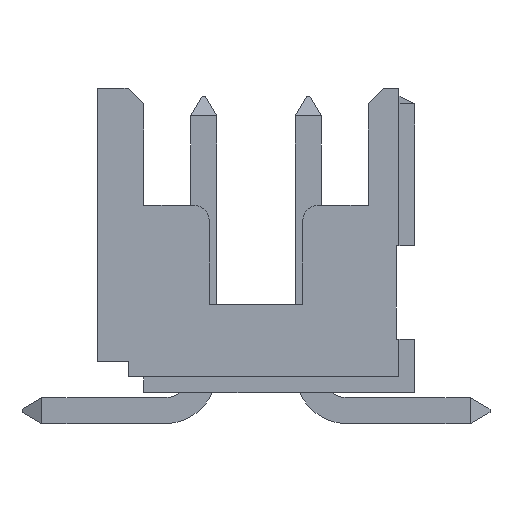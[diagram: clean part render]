
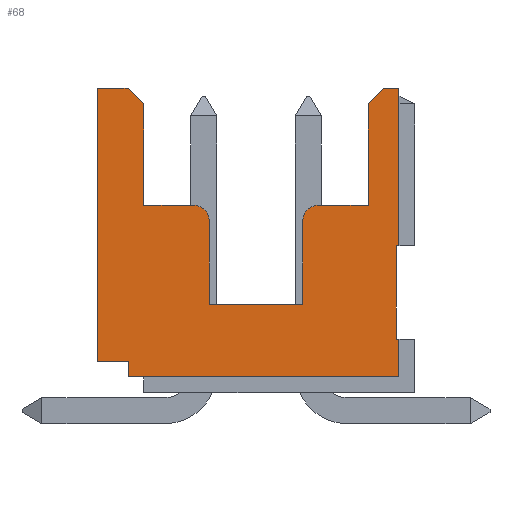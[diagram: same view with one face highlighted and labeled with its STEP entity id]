
A CAD part, left-side view. The second image highlights one B-rep face of the part: STEP entity #68.
In plain terms, the highlighted planar face has unit normal (-1, 0, 0).
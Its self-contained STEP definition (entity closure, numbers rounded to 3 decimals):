
#32 = EDGE_CURVE('',#33,#35,#37,.T.);
#33 = VERTEX_POINT('',#34);
#34 = CARTESIAN_POINT('',(-5.,3.05,6.45));
#35 = VERTEX_POINT('',#36);
#36 = CARTESIAN_POINT('',(-5.,2.46,6.45));
#37 = LINE('',#38,#39);
#38 = CARTESIAN_POINT('',(-5.,3.05,6.45));
#39 = VECTOR('',#40,1.);
#40 = DIRECTION('',(0.,-1.,0.));
#68 = ADVANCED_FACE('',(#69),#240,.F.);
#69 = FACE_BOUND('',#70,.F.);
#70 = EDGE_LOOP('',(#71,#81,#89,#97,#105,#113,#121,#129,#137,#143,#144,
    #152,#160,#168,#177,#185,#193,#201,#210,#218,#226,#234));
#71 = ORIENTED_EDGE('',*,*,#72,.F.);
#72 = EDGE_CURVE('',#73,#75,#77,.T.);
#73 = VERTEX_POINT('',#74);
#74 = CARTESIAN_POINT('',(-5.,-2.75,3.425));
#75 = VERTEX_POINT('',#76);
#76 = CARTESIAN_POINT('',(-5.,-2.75,6.45));
#77 = LINE('',#78,#79);
#78 = CARTESIAN_POINT('',(-5.,-2.75,3.425));
#79 = VECTOR('',#80,1.);
#80 = DIRECTION('',(0.,0.,1.));
#81 = ORIENTED_EDGE('',*,*,#82,.F.);
#82 = EDGE_CURVE('',#83,#73,#85,.T.);
#83 = VERTEX_POINT('',#84);
#84 = CARTESIAN_POINT('',(-5.,-2.7,3.425));
#85 = LINE('',#86,#87);
#86 = CARTESIAN_POINT('',(-5.,-2.7,3.425));
#87 = VECTOR('',#88,1.);
#88 = DIRECTION('',(0.,-1.,0.));
#89 = ORIENTED_EDGE('',*,*,#90,.F.);
#90 = EDGE_CURVE('',#91,#83,#93,.T.);
#91 = VERTEX_POINT('',#92);
#92 = CARTESIAN_POINT('',(-5.,-2.7,1.625));
#93 = LINE('',#94,#95);
#94 = CARTESIAN_POINT('',(-5.,-2.7,1.625));
#95 = VECTOR('',#96,1.);
#96 = DIRECTION('',(0.,0.,1.));
#97 = ORIENTED_EDGE('',*,*,#98,.F.);
#98 = EDGE_CURVE('',#99,#91,#101,.T.);
#99 = VERTEX_POINT('',#100);
#100 = CARTESIAN_POINT('',(-5.,-2.75,1.625));
#101 = LINE('',#102,#103);
#102 = CARTESIAN_POINT('',(-5.,-2.75,1.625));
#103 = VECTOR('',#104,1.);
#104 = DIRECTION('',(0.,1.,0.));
#105 = ORIENTED_EDGE('',*,*,#106,.F.);
#106 = EDGE_CURVE('',#107,#99,#109,.T.);
#107 = VERTEX_POINT('',#108);
#108 = CARTESIAN_POINT('',(-5.,-2.75,0.9));
#109 = LINE('',#110,#111);
#110 = CARTESIAN_POINT('',(-5.,-2.75,0.9));
#111 = VECTOR('',#112,1.);
#112 = DIRECTION('',(0.,0.,1.));
#113 = ORIENTED_EDGE('',*,*,#114,.F.);
#114 = EDGE_CURVE('',#115,#107,#117,.T.);
#115 = VERTEX_POINT('',#116);
#116 = CARTESIAN_POINT('',(-5.,2.45,0.9));
#117 = LINE('',#118,#119);
#118 = CARTESIAN_POINT('',(-5.,2.45,0.9));
#119 = VECTOR('',#120,1.);
#120 = DIRECTION('',(0.,-1.,0.));
#121 = ORIENTED_EDGE('',*,*,#122,.F.);
#122 = EDGE_CURVE('',#123,#115,#125,.T.);
#123 = VERTEX_POINT('',#124);
#124 = CARTESIAN_POINT('',(-5.,2.45,1.2));
#125 = LINE('',#126,#127);
#126 = CARTESIAN_POINT('',(-5.,2.45,1.2));
#127 = VECTOR('',#128,1.);
#128 = DIRECTION('',(0.,0.,-1.));
#129 = ORIENTED_EDGE('',*,*,#130,.F.);
#130 = EDGE_CURVE('',#131,#123,#133,.T.);
#131 = VERTEX_POINT('',#132);
#132 = CARTESIAN_POINT('',(-5.,3.05,1.2));
#133 = LINE('',#134,#135);
#134 = CARTESIAN_POINT('',(-5.,3.05,1.2));
#135 = VECTOR('',#136,1.);
#136 = DIRECTION('',(0.,-1.,0.));
#137 = ORIENTED_EDGE('',*,*,#138,.F.);
#138 = EDGE_CURVE('',#33,#131,#139,.T.);
#139 = LINE('',#140,#141);
#140 = CARTESIAN_POINT('',(-5.,3.05,6.45));
#141 = VECTOR('',#142,1.);
#142 = DIRECTION('',(0.,0.,-1.));
#143 = ORIENTED_EDGE('',*,*,#32,.T.);
#144 = ORIENTED_EDGE('',*,*,#145,.T.);
#145 = EDGE_CURVE('',#35,#146,#148,.T.);
#146 = VERTEX_POINT('',#147);
#147 = CARTESIAN_POINT('',(-5.,2.16,6.15));
#148 = LINE('',#149,#150);
#149 = CARTESIAN_POINT('',(-5.,2.46,6.45));
#150 = VECTOR('',#151,1.);
#151 = DIRECTION('',(0.,-0.707,-0.707));
#152 = ORIENTED_EDGE('',*,*,#153,.F.);
#153 = EDGE_CURVE('',#154,#146,#156,.T.);
#154 = VERTEX_POINT('',#155);
#155 = CARTESIAN_POINT('',(-5.,2.16,4.2));
#156 = LINE('',#157,#158);
#157 = CARTESIAN_POINT('',(-5.,2.16,4.2));
#158 = VECTOR('',#159,1.);
#159 = DIRECTION('',(0.,0.,1.));
#160 = ORIENTED_EDGE('',*,*,#161,.F.);
#161 = EDGE_CURVE('',#162,#154,#164,.T.);
#162 = VERTEX_POINT('',#163);
#163 = CARTESIAN_POINT('',(-5.,1.2,4.2));
#164 = LINE('',#165,#166);
#165 = CARTESIAN_POINT('',(-5.,1.2,4.2));
#166 = VECTOR('',#167,1.);
#167 = DIRECTION('',(0.,1.,0.));
#168 = ORIENTED_EDGE('',*,*,#169,.T.);
#169 = EDGE_CURVE('',#162,#170,#172,.T.);
#170 = VERTEX_POINT('',#171);
#171 = CARTESIAN_POINT('',(-5.,0.9,3.9));
#172 = CIRCLE('',#173,0.3);
#173 = AXIS2_PLACEMENT_3D('',#174,#175,#176);
#174 = CARTESIAN_POINT('',(-5.,1.2,3.9));
#175 = DIRECTION('',(1.,0.,0.));
#176 = DIRECTION('',(0.,0.,1.));
#177 = ORIENTED_EDGE('',*,*,#178,.F.);
#178 = EDGE_CURVE('',#179,#170,#181,.T.);
#179 = VERTEX_POINT('',#180);
#180 = CARTESIAN_POINT('',(-5.,0.9,2.3));
#181 = LINE('',#182,#183);
#182 = CARTESIAN_POINT('',(-5.,0.9,2.3));
#183 = VECTOR('',#184,1.);
#184 = DIRECTION('',(0.,0.,1.));
#185 = ORIENTED_EDGE('',*,*,#186,.F.);
#186 = EDGE_CURVE('',#187,#179,#189,.T.);
#187 = VERTEX_POINT('',#188);
#188 = CARTESIAN_POINT('',(-5.,-0.9,2.3));
#189 = LINE('',#190,#191);
#190 = CARTESIAN_POINT('',(-5.,-0.9,2.3));
#191 = VECTOR('',#192,1.);
#192 = DIRECTION('',(0.,1.,0.));
#193 = ORIENTED_EDGE('',*,*,#194,.F.);
#194 = EDGE_CURVE('',#195,#187,#197,.T.);
#195 = VERTEX_POINT('',#196);
#196 = CARTESIAN_POINT('',(-5.,-0.9,3.9));
#197 = LINE('',#198,#199);
#198 = CARTESIAN_POINT('',(-5.,-0.9,3.9));
#199 = VECTOR('',#200,1.);
#200 = DIRECTION('',(0.,0.,-1.));
#201 = ORIENTED_EDGE('',*,*,#202,.T.);
#202 = EDGE_CURVE('',#195,#203,#205,.T.);
#203 = VERTEX_POINT('',#204);
#204 = CARTESIAN_POINT('',(-5.,-1.2,4.2));
#205 = CIRCLE('',#206,0.3);
#206 = AXIS2_PLACEMENT_3D('',#207,#208,#209);
#207 = CARTESIAN_POINT('',(-5.,-1.2,3.9));
#208 = DIRECTION('',(1.,0.,0.));
#209 = DIRECTION('',(0.,1.,0.));
#210 = ORIENTED_EDGE('',*,*,#211,.F.);
#211 = EDGE_CURVE('',#212,#203,#214,.T.);
#212 = VERTEX_POINT('',#213);
#213 = CARTESIAN_POINT('',(-5.,-2.16,4.2));
#214 = LINE('',#215,#216);
#215 = CARTESIAN_POINT('',(-5.,-2.16,4.2));
#216 = VECTOR('',#217,1.);
#217 = DIRECTION('',(0.,1.,0.));
#218 = ORIENTED_EDGE('',*,*,#219,.F.);
#219 = EDGE_CURVE('',#220,#212,#222,.T.);
#220 = VERTEX_POINT('',#221);
#221 = CARTESIAN_POINT('',(-5.,-2.16,6.15));
#222 = LINE('',#223,#224);
#223 = CARTESIAN_POINT('',(-5.,-2.16,6.15));
#224 = VECTOR('',#225,1.);
#225 = DIRECTION('',(0.,0.,-1.));
#226 = ORIENTED_EDGE('',*,*,#227,.T.);
#227 = EDGE_CURVE('',#220,#228,#230,.T.);
#228 = VERTEX_POINT('',#229);
#229 = CARTESIAN_POINT('',(-5.,-2.46,6.45));
#230 = LINE('',#231,#232);
#231 = CARTESIAN_POINT('',(-5.,-2.16,6.15));
#232 = VECTOR('',#233,1.);
#233 = DIRECTION('',(0.,-0.707,0.707));
#234 = ORIENTED_EDGE('',*,*,#235,.T.);
#235 = EDGE_CURVE('',#228,#75,#236,.T.);
#236 = LINE('',#237,#238);
#237 = CARTESIAN_POINT('',(-5.,-2.46,6.45));
#238 = VECTOR('',#239,1.);
#239 = DIRECTION('',(0.,-1.,0.));
#240 = PLANE('',#241);
#241 = AXIS2_PLACEMENT_3D('',#242,#243,#244);
#242 = CARTESIAN_POINT('',(-5.,0.15,3.675));
#243 = DIRECTION('',(1.,0.,0.));
#244 = DIRECTION('',(0.,-1.,0.));
